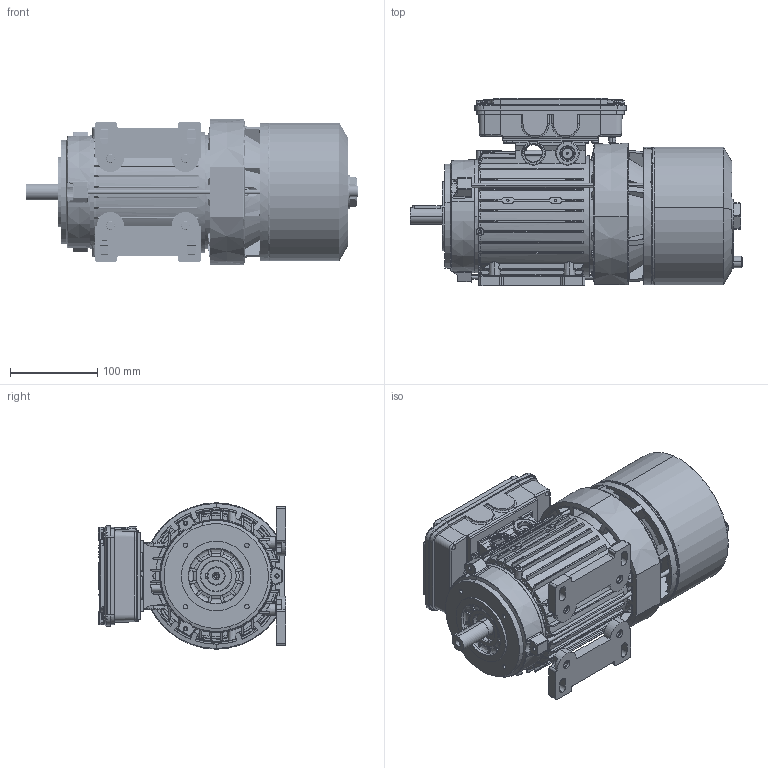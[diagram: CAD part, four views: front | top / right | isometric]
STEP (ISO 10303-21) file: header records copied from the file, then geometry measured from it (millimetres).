
FILE_DESCRIPTION (( 'STEP AP214' ), '1' );
FILE_NAME ('18IA.STEP', '2024-04-23T22:16:08', ( '' ), ( '' ), 'SwSTEP 2.0', 'SolidWorks 2021', '' );
FILE_SCHEMA (( 'AUTOMOTIVE_DESIGN' ));
Length unit declared in the file: inch
Products named in the file (1): 18IA
Bounding box: 381.38 x 215.5 x 168 mm (x, y, z)
Volume: 1728810.7 mm3; surface area: 762498.5 mm2
Topology: 17 solids, 26 shells, 3847 faces, 10494 edges, 6730 vertices
Faces by surface type: plane 1378, cylinder 1206, bspline 819, cone 444
Entity records: 166954 total; most frequent: CARTESIAN_POINT 77389, ORIENTED_EDGE 20858, DIRECTION 16091, EDGE_CURVE 10429, VERTEX_POINT 6731, AXIS2_PLACEMENT_3D 5871, LINE 4349, VECTOR 4349
